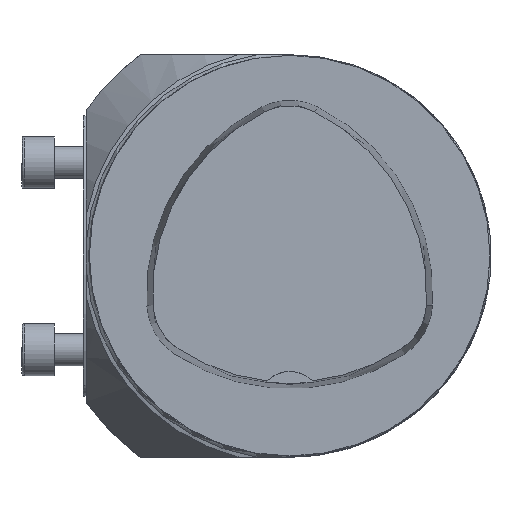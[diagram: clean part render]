
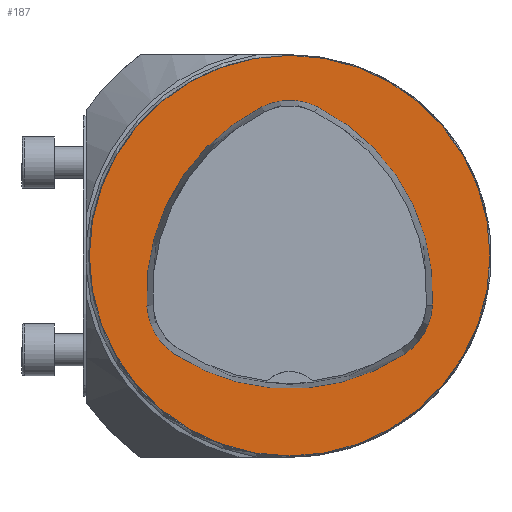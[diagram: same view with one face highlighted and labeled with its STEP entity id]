
A CAD part, top view. The second image highlights one B-rep face of the part: STEP entity #187.
In plain terms, the highlighted planar face has unit normal (0, 0, 1).
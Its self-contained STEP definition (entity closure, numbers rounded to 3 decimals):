
#187=ADVANCED_FACE('',(#382,#383),#253,.T.);
#253=PLANE('',#1233);
#382=FACE_BOUND('',#444,.T.);
#383=FACE_BOUND('',#445,.T.);
#444=EDGE_LOOP('',(#594));
#445=EDGE_LOOP('',(#595,#596,#597,#598,#599,#600));
#594=ORIENTED_EDGE('',*,*,#987,.T.);
#595=ORIENTED_EDGE('',*,*,#974,.F.);
#596=ORIENTED_EDGE('',*,*,#963,.F.);
#597=ORIENTED_EDGE('',*,*,#966,.F.);
#598=ORIENTED_EDGE('',*,*,#968,.F.);
#599=ORIENTED_EDGE('',*,*,#970,.F.);
#600=ORIENTED_EDGE('',*,*,#973,.F.);
#852=VERTEX_POINT('',#1735);
#853=VERTEX_POINT('',#1736);
#854=VERTEX_POINT('',#1741);
#855=VERTEX_POINT('',#1745);
#856=VERTEX_POINT('',#1749);
#857=VERTEX_POINT('',#1753);
#866=VERTEX_POINT('',#1785);
#963=EDGE_CURVE('',#852,#853,#1112,.T.);
#966=EDGE_CURVE('',#854,#852,#1113,.T.);
#968=EDGE_CURVE('',#855,#854,#1114,.T.);
#970=EDGE_CURVE('',#856,#855,#1115,.T.);
#973=EDGE_CURVE('',#857,#856,#1116,.T.);
#974=EDGE_CURVE('',#853,#857,#1117,.T.);
#987=EDGE_CURVE('',#866,#866,#1118,.T.);
#1112=CIRCLE('',#1210,52.);
#1113=CIRCLE('',#1212,15.5);
#1114=CIRCLE('',#1214,52.);
#1115=CIRCLE('',#1216,15.5);
#1116=CIRCLE('',#1218,52.);
#1117=CIRCLE('',#1220,15.5);
#1118=CIRCLE('',#1232,50.);
#1210=AXIS2_PLACEMENT_3D('',#1734,#1386,#1387);
#1212=AXIS2_PLACEMENT_3D('',#1740,#1392,#1393);
#1214=AXIS2_PLACEMENT_3D('',#1744,#1397,#1398);
#1216=AXIS2_PLACEMENT_3D('',#1748,#1402,#1403);
#1218=AXIS2_PLACEMENT_3D('',#1754,#1408,#1409);
#1220=AXIS2_PLACEMENT_3D('',#1756,#1412,#1413);
#1232=AXIS2_PLACEMENT_3D('',#1784,#1444,#1445);
#1233=AXIS2_PLACEMENT_3D('',#1786,#1446,#1447);
#1386=DIRECTION('',(0.,0.,1.));
#1387=DIRECTION('',(0.5,0.866,0.));
#1392=DIRECTION('',(0.,0.,1.));
#1393=DIRECTION('',(0.5,0.866,0.));
#1397=DIRECTION('',(0.,0.,1.));
#1398=DIRECTION('',(0.5,0.866,0.));
#1402=DIRECTION('',(0.,0.,1.));
#1403=DIRECTION('',(0.5,0.866,0.));
#1408=DIRECTION('',(0.,0.,1.));
#1409=DIRECTION('',(0.5,0.866,0.));
#1412=DIRECTION('',(0.,0.,1.));
#1413=DIRECTION('',(0.5,0.866,0.));
#1444=DIRECTION('',(0.,0.,1.));
#1445=DIRECTION('',(1.,0.,0.));
#1446=DIRECTION('',(0.,0.,1.));
#1447=DIRECTION('',(-1.,0.,0.));
#1734=CARTESIAN_POINT('',(16.298,-9.409,0.));
#1735=CARTESIAN_POINT('',(-6.921,37.119,0.));
#1736=CARTESIAN_POINT('',(-35.607,-12.566,0.));
#1740=CARTESIAN_POINT('',(0.,23.25,0.));
#1741=CARTESIAN_POINT('',(6.921,37.119,0.));
#1744=CARTESIAN_POINT('',(-16.298,-9.409,0.));
#1745=CARTESIAN_POINT('',(35.607,-12.566,0.));
#1748=CARTESIAN_POINT('',(20.135,-11.625,0.));
#1749=CARTESIAN_POINT('',(28.686,-24.553,0.));
#1753=CARTESIAN_POINT('',(-28.686,-24.553,0.));
#1754=CARTESIAN_POINT('',(0.,18.819,0.));
#1756=CARTESIAN_POINT('',(-20.135,-11.625,0.));
#1784=CARTESIAN_POINT('',(0.,0.,0.));
#1785=CARTESIAN_POINT('',(50.,0.,0.));
#1786=CARTESIAN_POINT('',(0.,0.,0.));
